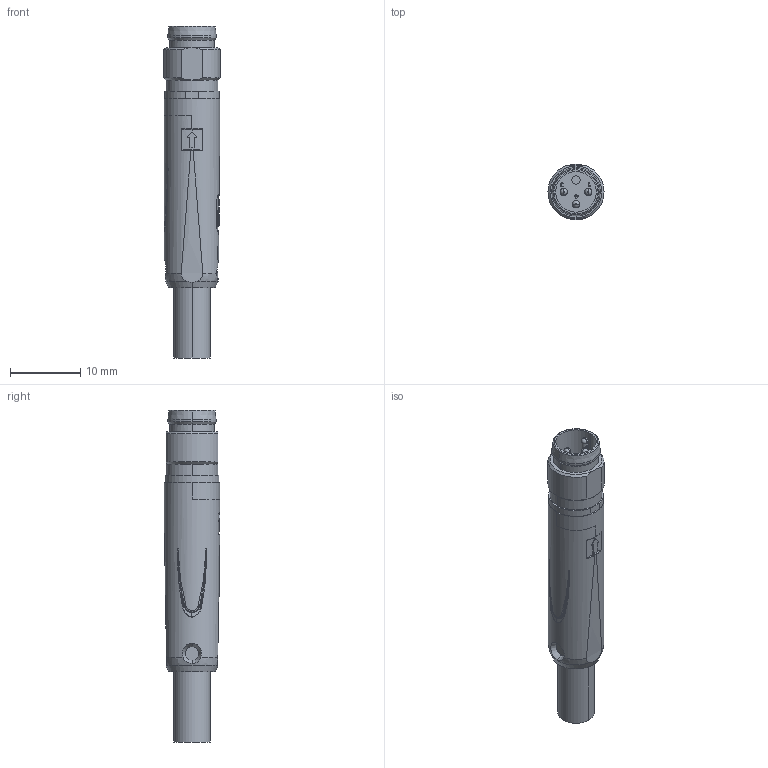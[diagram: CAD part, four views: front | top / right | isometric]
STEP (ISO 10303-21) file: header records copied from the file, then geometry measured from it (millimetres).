
FILE_DESCRIPTION((''),'2;1');
FILE_NAME('CAD-9194_SW0001','2024-09-30T14:00:40',('creinig-se'),(''),'CREO PARAMETRIC BY PTC INC, 2022284','CREO PARAMETRIC BY PTC INC, 2022284','');
FILE_SCHEMA(('CONFIG_CONTROL_DESIGN','SHAPE_APPEARANCE_LAYERS_GROUPS'));
Length unit declared in the file: millimetre
Products named in the file (1): CAD-9194_SW0001
Bounding box: 8 x 7.9 x 47.3 mm (x, y, z)
Volume: 1812.4 mm3; surface area: 1626 mm2
Topology: 1 solids, 1 shells, 343 faces, 1000 edges, 674 vertices
Faces by surface type: plane 157, bspline 66, cylinder 59, cone 34, torus 15, sphere 12
Entity records: 20316 total; most frequent: CARTESIAN_POINT 9161, ORIENTED_EDGE 2000, DIRECTION 1620, EDGE_CURVE 1000, VERTEX_POINT 674, AXIS2_PLACEMENT_3D 600, VECTOR 420, LINE 420
